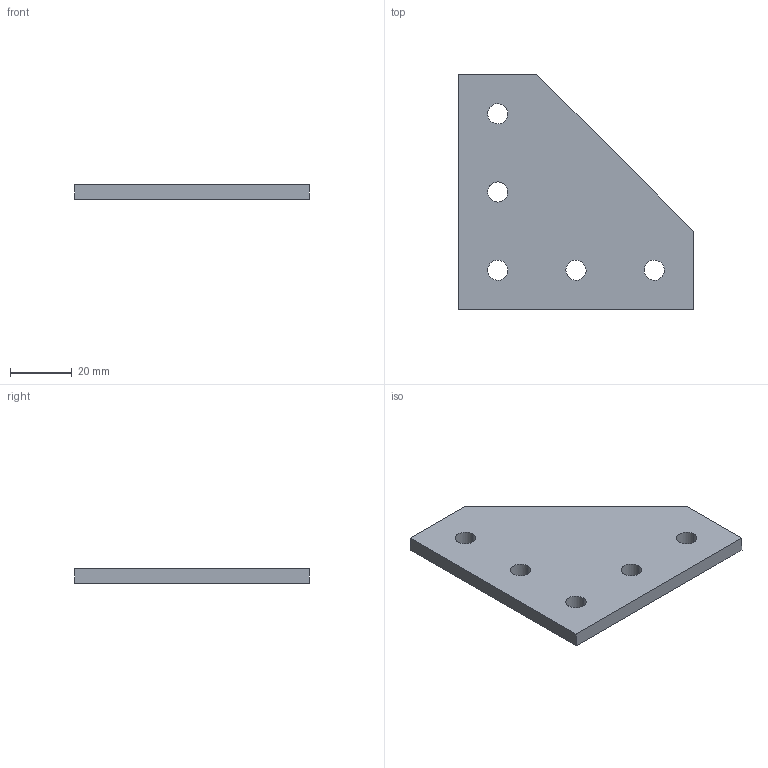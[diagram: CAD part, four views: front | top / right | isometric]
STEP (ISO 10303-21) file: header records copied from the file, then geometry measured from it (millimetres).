
FILE_DESCRIPTION(('CATIA V6 STEP','CAx-IF Rec.Pracs.--- Model Styling and Organization---1.5--- 2016-08-15','CAx-IF Rec.Pracs.---Supplemental Geometry---1.0---2011-11-01','CAx-IF Rec.Pracs.--- Composite Materials ---1.1---2010-07-15','CAx-IF Rec.Pracs.---External References---2.1---2005-01-19'),'2;1');
FILE_NAME('47065T317_ALUMINUM T-SLOTTED FRAMING EXTRUSION_Rep.stp','2020-03-22T23:55:55+00:00',('Michael Balsamo'),('Creator, Inc.'),'3DEXPERIENCE Platform3DEXPERIENCE R2020x HotFix 2.3','3DEXPERIENCE Platform STEP AP214 v1','opyright Creator, Inc., 2020. Licensed under CERN-OHL-P v2.');
FILE_SCHEMA(('AUTOMOTIVE_DESIGN { 1 0 10303 214 1 1 1 1 }'));
Length unit declared in the file: millimetre
Products named in the file (1): 47065T317_ALUMINUM T-SLOTTED FRAMING EXTRUSION
Bounding box: 76.2 x 76.2 x 4.76 mm (x, y, z)
Volume: 20711.1 mm3; surface area: 10495.8 mm2
Topology: 1 solids, 1 shells, 17 faces, 45 edges, 30 vertices
Faces by surface type: cylinder 10, plane 7
Entity records: 863 total; most frequent: CARTESIAN_POINT 443, ORIENTED_EDGE 90, DIRECTION 53, EDGE_CURVE 45, VERTEX_POINT 30, EDGE_LOOP 27, VECTOR 25, LINE 25
